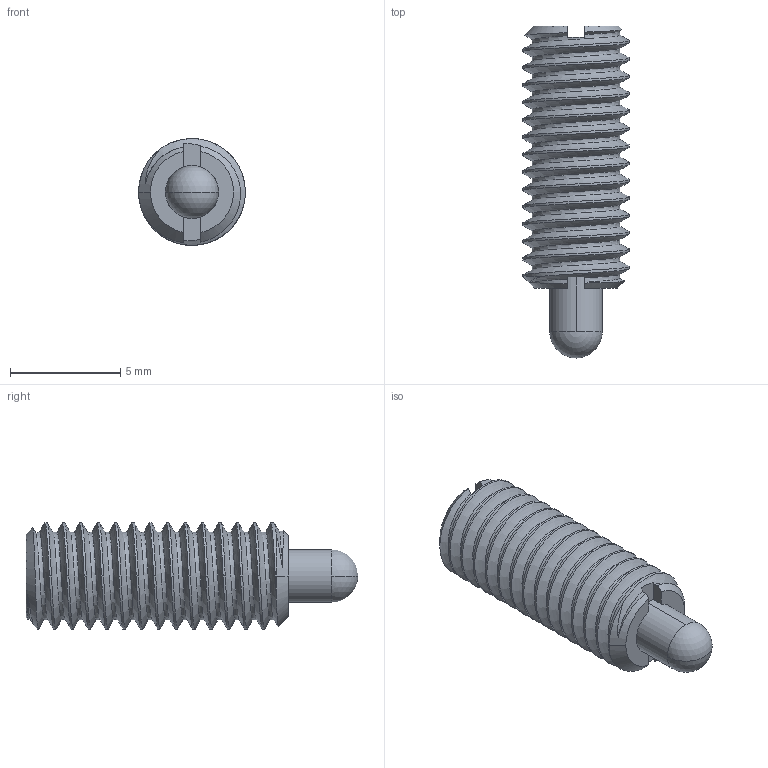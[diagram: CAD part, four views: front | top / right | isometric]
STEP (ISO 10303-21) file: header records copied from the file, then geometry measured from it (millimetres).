
FILE_DESCRIPTION (( 'STEP AP203' ), '1' );
FILE_NAME ('am-1579 Spring Plunger.STEP', '2021-05-26T19:01:58', ( '' ), ( '' ), 'SwSTEP 2.0', 'SolidWorks 2019', '' );
FILE_SCHEMA (( 'CONFIG_CONTROL_DESIGN' ));
Length unit declared in the file: millimetre
Products named in the file (4): cl-35-sps-1_01; cl-35-sps-1_03; am-1579 Spring Plunger; cl-35-sps-1_02
Assembly tree (3 placements, depth 2):
  am-1579 Spring Plunger
    cl-35-sps-1_01
    cl-35-sps-1_02
    cl-35-sps-1_03
Bounding box: 4.85 x 15.09 x 4.85 mm (x, y, z)
Volume: 126.7 mm3; surface area: 541.9 mm2
Topology: 3 solids, 3 shells, 81 faces, 217 edges, 141 vertices
Faces by surface type: cylinder 37, plane 19, bspline 15, cone 7, sphere 3
Entity records: 13382 total; most frequent: CARTESIAN_POINT 11217, ORIENTED_EDGE 426, DIRECTION 280, EDGE_CURVE 213, VERTEX_POINT 140, AXIS2_PLACEMENT_3D 109, B_SPLINE_CURVE_WITH_KNOTS 109, EDGE_LOOP 83
